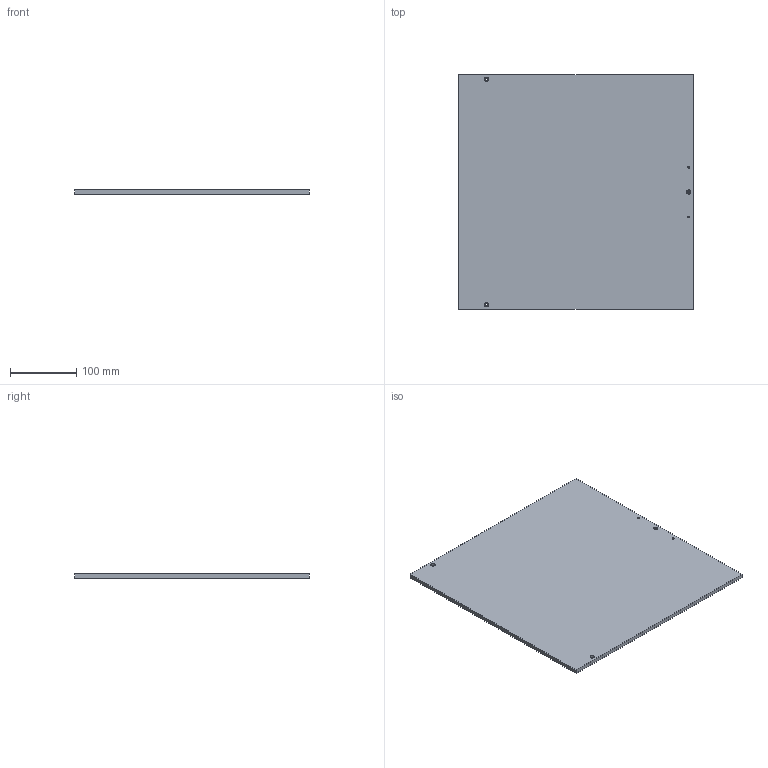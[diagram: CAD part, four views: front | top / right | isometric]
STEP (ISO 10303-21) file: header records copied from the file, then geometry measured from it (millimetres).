
FILE_DESCRIPTION(/* description */ (''),/* implementation_level */ '2;1');
FILE_NAME(/* name */ 'MIC6_Bed_350.step',/* time_stamp */ '2021-08-10T21:19:23-07:00',/* author */ (''),/* organization */ (''),/* preprocessor_version */ 'ST-DEVELOPER v18.1',/* originating_system */ 'Autodesk Translation Framework v10.9.0.1377',/* authorisation */ '');
FILE_SCHEMA (('AUTOMOTIVE_DESIGN { 1 0 10303 214 3 1 1 }'));
Length unit declared in the file: millimetre
Products named in the file (1): MIC6_Bed_350
Bounding box: 354 x 354 x 6.35 mm (x, y, z)
Volume: 795289.2 mm3; surface area: 260017.1 mm2
Topology: 1 solids, 1 shells, 75 faces, 210 edges, 140 vertices
Faces by surface type: cylinder 62, plane 9, bspline 4
Full cylindrical faces by diameter (mm): 2.529 x14, 3.086 x6, 3.4 x3, 6.5 x3
Entity records: 5753 total; most frequent: CARTESIAN_POINT 3988, ORIENTED_EDGE 420, DIRECTION 258, EDGE_CURVE 210, VERTEX_POINT 140, B_SPLINE_CURVE_WITH_KNOTS 118, AXIS2_PLACEMENT_3D 94, EDGE_LOOP 88
